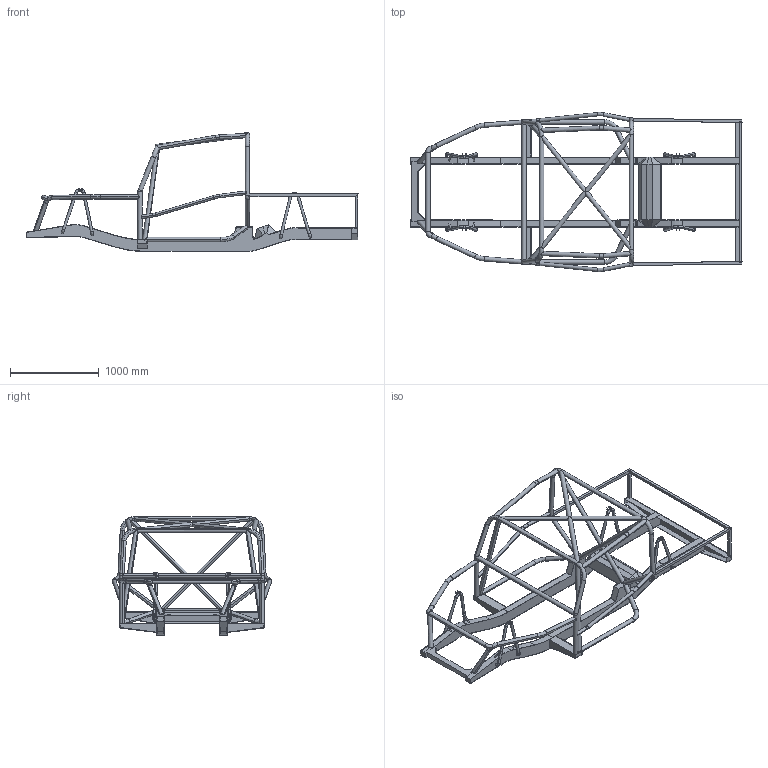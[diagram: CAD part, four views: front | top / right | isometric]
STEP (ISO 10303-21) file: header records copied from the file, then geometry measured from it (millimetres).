
FILE_DESCRIPTION (( 'STEP AP214' ), '1' );
FILE_NAME ('tomcat chassis v5_AllCATPart.STEP', '2020-09-10T05:14:23', ( '' ), ( '' ), 'SwSTEP 2.0', 'SolidWorks 2019', '' );
FILE_SCHEMA (( 'AUTOMOTIVE_DESIGN' ));
Length unit declared in the file: metre
Products named in the file (1): tomcat chassis v5_AllCATPart
Bounding box: 3749.22 x 1798.63 x 1341.89 mm (x, y, z)
Volume: 78057149.7 mm3; surface area: 14268646.6 mm2
Topology: 12 solids, 13 shells, 805 faces, 2051 edges, 1194 vertices
Faces by surface type: cylinder 298, plane 266, torus 113, sphere 64, bspline 64
Entity records: 40413 total; most frequent: CARTESIAN_POINT 21947, ORIENTED_EDGE 4006, DIRECTION 3601, EDGE_CURVE 2003, AXIS2_PLACEMENT_3D 1381, VERTEX_POINT 1194, LINE 839, VECTOR 839
